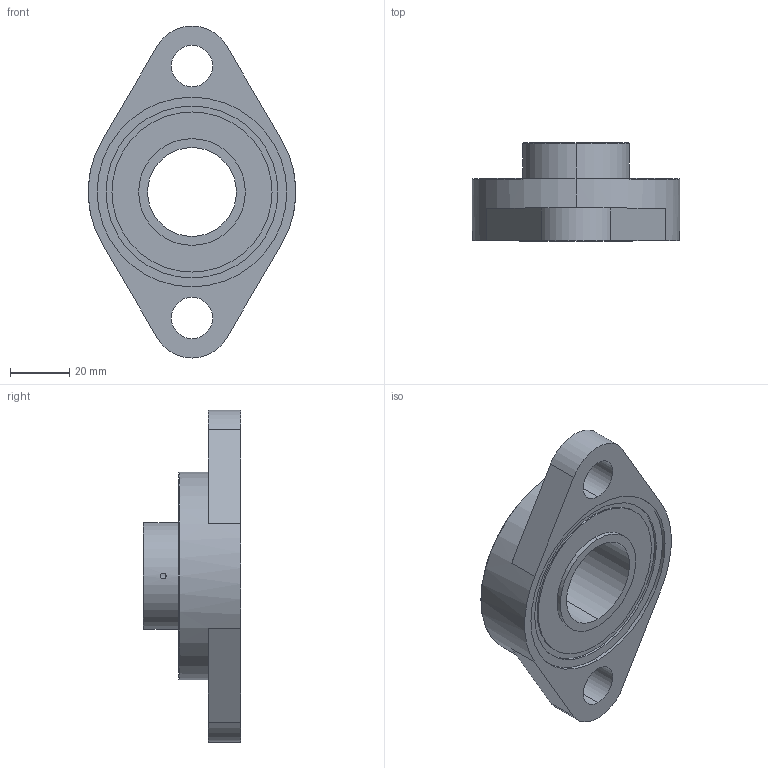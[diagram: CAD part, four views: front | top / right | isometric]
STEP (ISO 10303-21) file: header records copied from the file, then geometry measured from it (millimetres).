
FILE_DESCRIPTION (( 'STEP AP203' ), '1' );
FILE_NAME ('KFL006 block flange ball bearing 30 diameter shaft.STEP', '2021-09-10T21:07:30', ( '' ), ( '' ), 'SwSTEP 2.0', 'SolidWorks 2018', '' );
FILE_SCHEMA (( 'CONFIG_CONTROL_DESIGN' ));
Length unit declared in the file: millimetre
Products named in the file (1): KFL006 block flange ball bearing 30 diameter shaft
Bounding box: 70 x 33 x 112 mm (x, y, z)
Volume: 75808.3 mm3; surface area: 20145.4 mm2
Topology: 1 solids, 1 shells, 59 faces, 141 edges, 90 vertices
Faces by surface type: cylinder 31, plane 16, torus 12
Entity records: 1946 total; most frequent: CARTESIAN_POINT 423, DIRECTION 331, ORIENTED_EDGE 282, AXIS2_PLACEMENT_3D 142, EDGE_CURVE 141, VERTEX_POINT 90, CIRCLE 82, EDGE_LOOP 75
